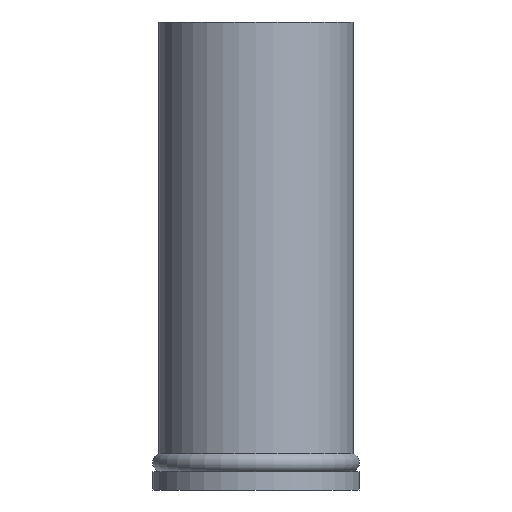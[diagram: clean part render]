
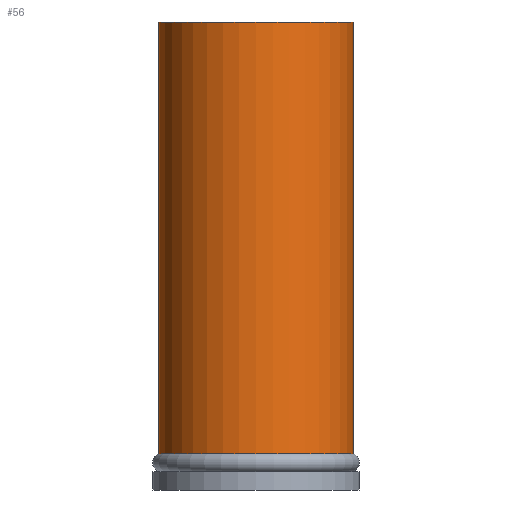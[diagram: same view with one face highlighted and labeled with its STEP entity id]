
A CAD part, front view. The second image highlights one B-rep face of the part: STEP entity #56.
In plain terms, the highlighted cylindrical face has radius 8 mm (diameter 16 mm), a full revolution.
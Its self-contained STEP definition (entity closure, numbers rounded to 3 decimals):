
#50=EDGE_CURVE('240[2]',#111,#111,#112,.T.);
#56=ADVANCED_FACE('240[2]',(#118,#119),#120,.T.);
#73=EDGE_CURVE('240[2]',#146,#146,#147,.T.);
#111=VERTEX_POINT('',#181);
#112=CIRCLE('',#182,8.0);
#118=FACE_BOUND('',#189,.T.);
#119=FACE_BOUND('',#190,.T.);
#120=CYLINDRICAL_SURFACE('',#191,8.0);
#146=VERTEX_POINT('',#224);
#147=CIRCLE('',#225,8.0);
#181=CARTESIAN_POINT('',(0.,8.0,37.0));
#182=AXIS2_PLACEMENT_3D('',#252,#253,#254);
#189=EDGE_LOOP('',(#257));
#190=EDGE_LOOP('',(#258));
#191=AXIS2_PLACEMENT_3D('',#259,#260,#261);
#224=CARTESIAN_POINT('',(0.,8.0,1.5));
#225=AXIS2_PLACEMENT_3D('',#289,#290,#291);
#252=CARTESIAN_POINT('',(0.,0.,37.0));
#253=DIRECTION('',(0.,0.,-1.0));
#254=DIRECTION('',(0.,1.0,0.));
#257=ORIENTED_EDGE('',*,*,#73,.F.);
#258=ORIENTED_EDGE('',*,*,#50,.T.);
#259=CARTESIAN_POINT('',(0.,0.,19.25));
#260=DIRECTION('',(0.,0.,-1.0));
#261=DIRECTION('',(0.,1.0,0.));
#289=CARTESIAN_POINT('',(0.,0.,1.5));
#290=DIRECTION('',(0.,0.,-1.0));
#291=DIRECTION('',(0.,1.0,0.));
